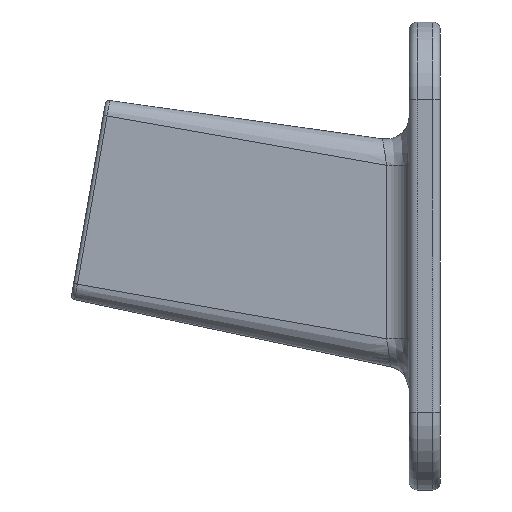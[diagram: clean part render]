
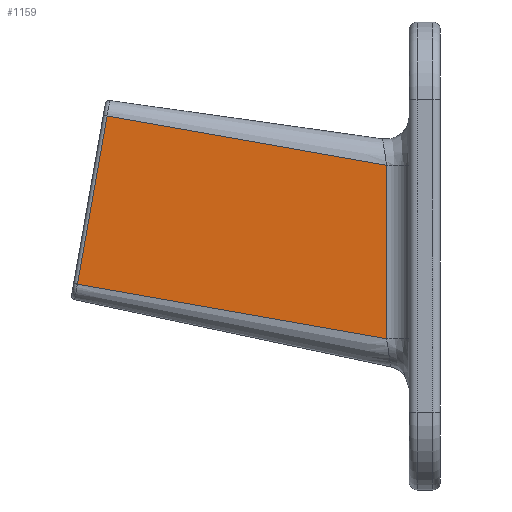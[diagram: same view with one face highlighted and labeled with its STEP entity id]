
A CAD part, left-side view. The second image highlights one B-rep face of the part: STEP entity #1159.
In plain terms, the highlighted planar face has unit normal (-0.999, 0.034, 0.006).
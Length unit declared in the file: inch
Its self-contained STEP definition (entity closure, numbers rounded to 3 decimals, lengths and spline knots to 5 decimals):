
#455 = VERTEX_POINT ( 'NONE', #2245 ) ;
#530 = ORIENTED_EDGE ( 'NONE', *, *, #3427, .T. ) ;
#626 = CARTESIAN_POINT ( 'NONE',  ( -0.655, 2.16093, 0.90154 ) ) ;
#972 = LINE ( 'NONE', #3133, #1187 ) ;
#1159 = ADVANCED_FACE ( 'NONE', ( #3694 ), #2810, .T. ) ;
#1187 = VECTOR ( 'NONE', #2230, 39.37008 ) ;
#1418 = DIRECTION ( 'NONE',  ( -0.035, -0.984, -0.174 ) ) ;
#1441 = DIRECTION ( 'NONE',  ( 0.035, 0.984, 0.174 ) ) ;
#1451 = VERTEX_POINT ( 'NONE', #3072 ) ;
#1483 = EDGE_CURVE ( 'NONE', #1451, #1789, #1847, .T. ) ;
#1528 = CARTESIAN_POINT ( 'NONE',  ( -0.65584, 2.32726, -0.18068 ) ) ;
#1534 = ORIENTED_EDGE ( 'NONE', *, *, #1483, .T. ) ;
#1789 = VERTEX_POINT ( 'NONE', #1528 ) ;
#1821 = VECTOR ( 'NONE', #1418, 39.37008 ) ;
#1836 = DIRECTION ( 'NONE',  ( -0.034, -0.999, 0. ) ) ;
#1847 = LINE ( 'NONE', #3092, #1909 ) ;
#1909 = VECTOR ( 'NONE', #3397, 39.37008 ) ;
#2230 = DIRECTION ( 'NONE',  ( 0.006, 0., 1. ) ) ;
#2245 = CARTESIAN_POINT ( 'NONE',  ( -0.72614, 0.34484, -0.53023 ) ) ;
#2370 = VERTEX_POINT ( 'NONE', #3661 ) ;
#2444 = EDGE_CURVE ( 'NONE', #1451, #2370, #2987, .T. ) ;
#2645 = LINE ( 'NONE', #3544, #2830 ) ;
#2810 = PLANE ( 'NONE',  #3817 ) ;
#2830 = VECTOR ( 'NONE', #1441, 39.37008 ) ;
#2900 = ORIENTED_EDGE ( 'NONE', *, *, #3437, .F. ) ;
#2933 = ORIENTED_EDGE ( 'NONE', *, *, #2444, .F. ) ;
#2987 = LINE ( 'NONE', #3642, #1821 ) ;
#3072 = CARTESIAN_POINT ( 'NONE',  ( -0.65584, 2.13717, 0.89735 ) ) ;
#3092 = CARTESIAN_POINT ( 'NONE',  ( -0.65584, 2.32726, -0.18068 ) ) ;
#3133 = CARTESIAN_POINT ( 'NONE',  ( -0.71745, 0.34484, 0.90192 ) ) ;
#3397 = DIRECTION ( 'NONE',  ( 0., 0.174, -0.985 ) ) ;
#3427 = EDGE_CURVE ( 'NONE', #455, #2370, #972, .T. ) ;
#3437 = EDGE_CURVE ( 'NONE', #455, #1789, #2645, .T. ) ;
#3544 = CARTESIAN_POINT ( 'NONE',  ( -0.655, 2.35102, -0.17649 ) ) ;
#3642 = CARTESIAN_POINT ( 'NONE',  ( -0.655, 2.16093, 0.90154 ) ) ;
#3661 = CARTESIAN_POINT ( 'NONE',  ( -0.7194, 0.34484, 0.58131 ) ) ;
#3694 = FACE_OUTER_BOUND ( 'NONE', #3839, .T. ) ;
#3817 = AXIS2_PLACEMENT_3D ( 'NONE', #626, #4021, #1836 ) ;
#3839 = EDGE_LOOP ( 'NONE', ( #2933, #1534, #2900, #530 ) ) ;
#4021 = DIRECTION ( 'NONE',  ( -0.999, 0.034, 0.006 ) ) ;
